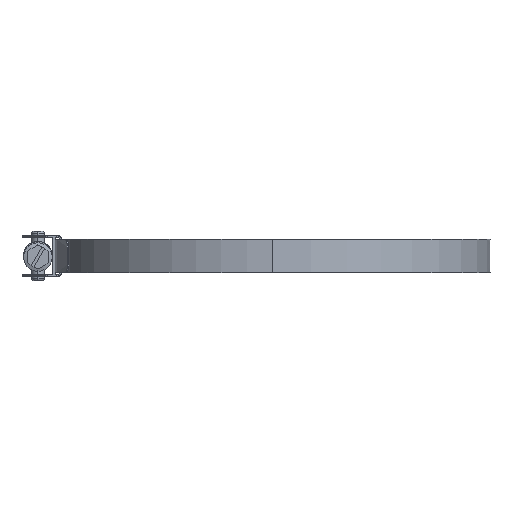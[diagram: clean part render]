
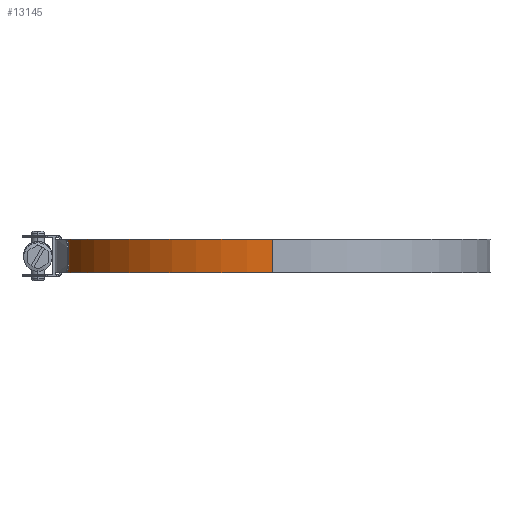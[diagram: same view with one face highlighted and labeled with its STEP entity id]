
A CAD part, left-side view. The second image highlights one B-rep face of the part: STEP entity #13145.
In plain terms, the highlighted cylindrical face has radius 83.03 mm (diameter 166.06 mm), a partial arc.
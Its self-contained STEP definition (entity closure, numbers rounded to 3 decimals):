
#123 = CARTESIAN_POINT ( 'NONE',  ( -83.03, 0., 6.35 ) ) ;
#654 = DIRECTION ( 'NONE',  ( 0., 0., -1. ) ) ;
#682 = VERTEX_POINT ( 'NONE', #8939 ) ;
#1435 = AXIS2_PLACEMENT_3D ( 'NONE', #8477, #6277, #5312 ) ;
#1753 = LINE ( 'NONE', #5951, #8568 ) ;
#1970 = DIRECTION ( 'NONE',  ( 0., 0., 1. ) ) ;
#2536 = FACE_OUTER_BOUND ( 'NONE', #3390, .T. ) ;
#2770 = AXIS2_PLACEMENT_3D ( 'NONE', #4548, #8797, #5434 ) ;
#3390 = EDGE_LOOP ( 'NONE', ( #4638, #4111, #4069, #7809 ) ) ;
#4069 = ORIENTED_EDGE ( 'NONE', *, *, #7492, .T. ) ;
#4111 = ORIENTED_EDGE ( 'NONE', *, *, #11181, .F. ) ;
#4548 = CARTESIAN_POINT ( 'NONE',  ( 0., 0., 6.35 ) ) ;
#4638 = ORIENTED_EDGE ( 'NONE', *, *, #6506, .F. ) ;
#4670 = CIRCLE ( 'NONE', #9699, 83.03 ) ;
#5312 = DIRECTION ( 'NONE',  ( 1., 0., 0. ) ) ;
#5327 = CIRCLE ( 'NONE', #1435, 83.03 ) ;
#5434 = DIRECTION ( 'NONE',  ( -1., 0., 0. ) ) ;
#5627 = CARTESIAN_POINT ( 'NONE',  ( 0., 83.03, -6.35 ) ) ;
#5951 = CARTESIAN_POINT ( 'NONE',  ( -83.03, 0., 6.35 ) ) ;
#5970 = DIRECTION ( 'NONE',  ( 1., 0., 0. ) ) ;
#6170 = VECTOR ( 'NONE', #6178, 1000. ) ;
#6178 = DIRECTION ( 'NONE',  ( 0., 0., -1. ) ) ;
#6277 = DIRECTION ( 'NONE',  ( 0., 0., 1. ) ) ;
#6506 = EDGE_CURVE ( 'NONE', #11065, #12116, #1753, .T. ) ;
#7054 = CARTESIAN_POINT ( 'NONE',  ( 0., 83.03, 6.35 ) ) ;
#7492 = EDGE_CURVE ( 'NONE', #682, #13442, #7503, .T. ) ;
#7503 = LINE ( 'NONE', #7054, #6170 ) ;
#7612 = CYLINDRICAL_SURFACE ( 'NONE', #2770, 83.03 ) ;
#7809 = ORIENTED_EDGE ( 'NONE', *, *, #9785, .T. ) ;
#8477 = CARTESIAN_POINT ( 'NONE',  ( 0., 0., 6.35 ) ) ;
#8568 = VECTOR ( 'NONE', #654, 1000. ) ;
#8797 = DIRECTION ( 'NONE',  ( 0., 0., -1. ) ) ;
#8939 = CARTESIAN_POINT ( 'NONE',  ( 0., 83.03, 6.35 ) ) ;
#9699 = AXIS2_PLACEMENT_3D ( 'NONE', #12225, #1970, #5970 ) ;
#9785 = EDGE_CURVE ( 'NONE', #13442, #12116, #4670, .T. ) ;
#10247 = CARTESIAN_POINT ( 'NONE',  ( -83.03, 0., -6.35 ) ) ;
#11065 = VERTEX_POINT ( 'NONE', #123 ) ;
#11181 = EDGE_CURVE ( 'NONE', #682, #11065, #5327, .T. ) ;
#12116 = VERTEX_POINT ( 'NONE', #10247 ) ;
#12225 = CARTESIAN_POINT ( 'NONE',  ( 0., 0., -6.35 ) ) ;
#13145 = ADVANCED_FACE ( 'NONE', ( #2536 ), #7612, .T. ) ;
#13442 = VERTEX_POINT ( 'NONE', #5627 ) ;
